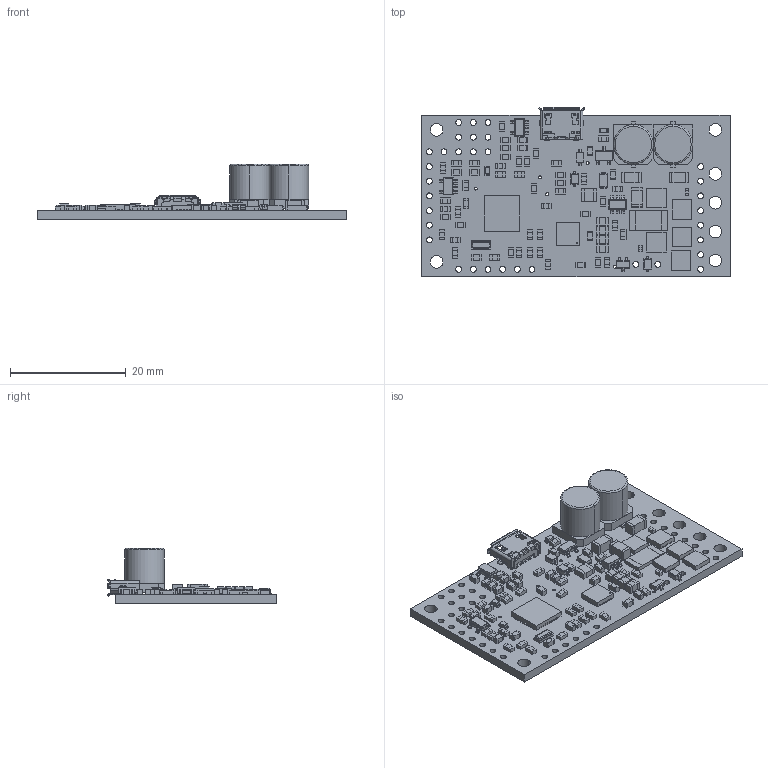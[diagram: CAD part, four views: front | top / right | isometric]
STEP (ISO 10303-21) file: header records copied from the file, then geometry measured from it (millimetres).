
FILE_DESCRIPTION (( 'STEP AP214' ), '1' );
FILE_NAME ('pololu-high-power-simple-motor-controller-g2-18v15-or-24v12.step', '2018-11-03T00:48:26', ( '' ), ( '' ), 'SwSTEP 2.0', 'SolidWorks 2016', '' );
FILE_SCHEMA (( 'AUTOMOTIVE_DESIGN' ));
Length unit declared in the file: millimetre
Products named in the file (1): pololu-high-power-simple-motor-controller-g2-18v15-or-24v12
Bounding box: 53.34 x 29.28 x 9.57 mm (x, y, z)
Volume: 3159.1 mm3; surface area: 4865.2 mm2
Topology: 1 solids, 1 shells, 3097 faces, 8701 edges, 5610 vertices
Faces by surface type: plane 2363, cylinder 541, bspline 171, torus 12, cone 6, sphere 4
Entity records: 139422 total; most frequent: CARTESIAN_POINT 25990, ORIENTED_EDGE 17394, DIRECTION 14927, EDGE_CURVE 8697, LINE 7053, VECTOR 7053, VERTEX_POINT 5610, AXIS2_PLACEMENT_3D 3937
